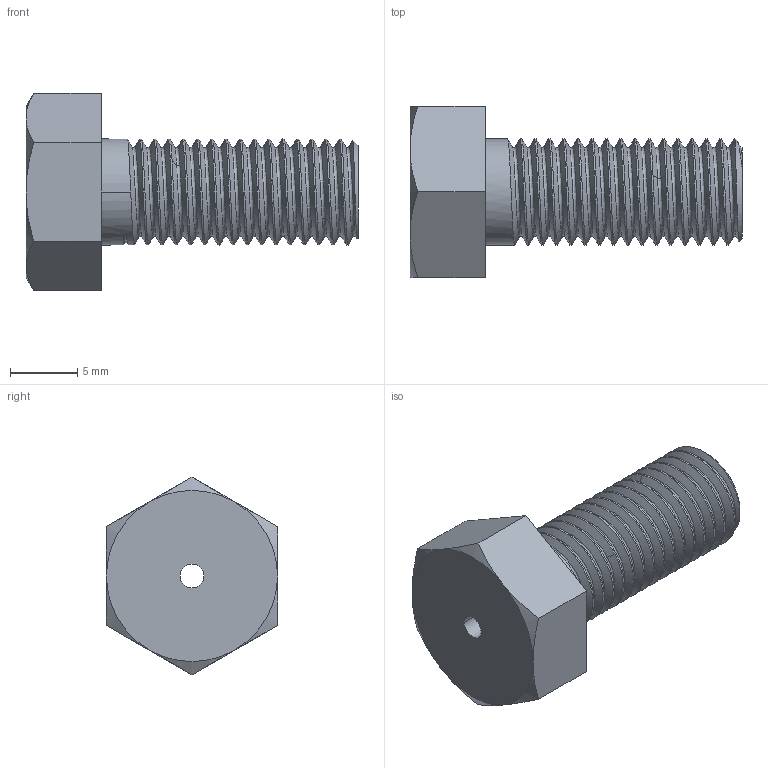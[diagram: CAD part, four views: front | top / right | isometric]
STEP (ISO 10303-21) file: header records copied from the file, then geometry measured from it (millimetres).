
FILE_DESCRIPTION((''),'2;1');
FILE_NAME('001_HEX_HEAD_SCREWS_INCH_ASM','2023-11-13T',('SYSTEM'),(''),'PRO/ENGINEER BY PARAMETRIC TECHNOLOGY CORPORATION, 2016360','PRO/ENGINEER BY PARAMETRIC TECHNOLOGY CORPORATION, 2016360','');
FILE_SCHEMA(('AUTOMOTIVE_DESIGN { 1 0 10303 214 1 1 1 1 }'));
Length unit declared in the file: inch
Products named in the file (2): H-F312_AF0; 001_HEX_HEAD_SCREWS_INCH_ASM
Assembly tree (1 placements, depth 2):
  001_HEX_HEAD_SCREWS_INCH_ASM
    H-F312_AF0
Bounding box: 24.64 x 12.7 x 14.66 mm (x, y, z)
Volume: 1511.2 mm3; surface area: 1337.4 mm2
Topology: 1 solids, 1 shells, 68 faces, 177 edges, 112 vertices
Faces by surface type: cylinder 34, bspline 18, plane 9, cone 7
Entity records: 7205 total; most frequent: CARTESIAN_POINT 5577, ORIENTED_EDGE 354, DIRECTION 192, EDGE_CURVE 177, VERTEX_POINT 112, COLOUR_RGB 110, B_SPLINE_CURVE_WITH_KNOTS 106, EDGE_LOOP 71
